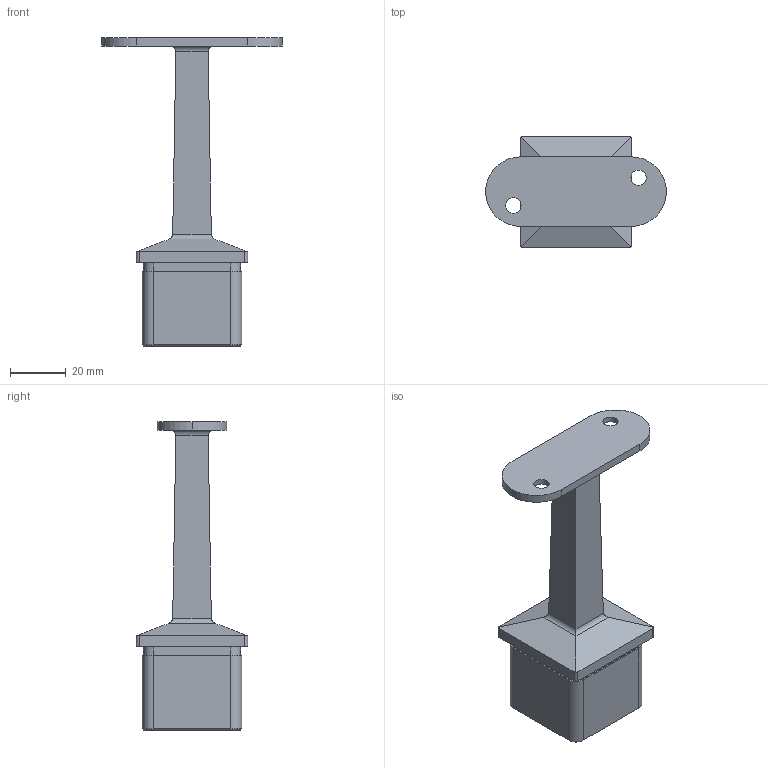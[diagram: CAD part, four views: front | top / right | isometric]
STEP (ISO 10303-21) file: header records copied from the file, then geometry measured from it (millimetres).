
FILE_DESCRIPTION (( 'STEP AP203' ), '1' );
FILE_NAME ('A14_4710-000.STEP', '2019-07-01T09:37:10', ( '' ), ( '' ), 'SwSTEP 2.0', 'SolidWorks 2019', '' );
FILE_SCHEMA (( 'CONFIG_CONTROL_DESIGN' ));
Length unit declared in the file: millimetre
Products named in the file (1): A14_4710-000
Bounding box: 65 x 40 x 111 mm (x, y, z)
Volume: 28522.7 mm3; surface area: 19069.6 mm2
Topology: 1 solids, 1 shells, 111 faces, 281 edges, 177 vertices
Faces by surface type: plane 50, cylinder 47, cone 12, sphere 2
Entity records: 3458 total; most frequent: CARTESIAN_POINT 748, ORIENTED_EDGE 562, DIRECTION 541, EDGE_CURVE 281, AXIS2_PLACEMENT_3D 186, VERTEX_POINT 177, VECTOR 169, LINE 169
